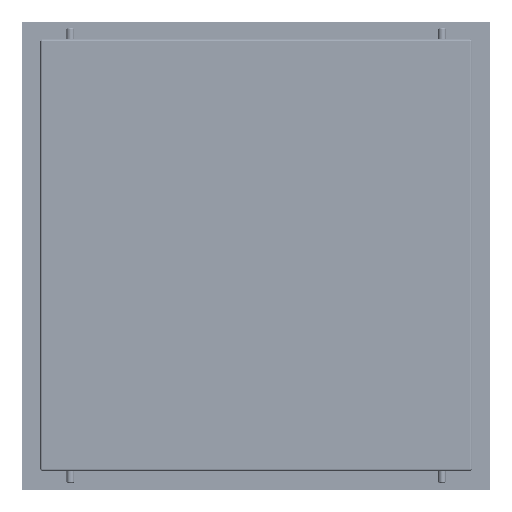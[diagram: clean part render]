
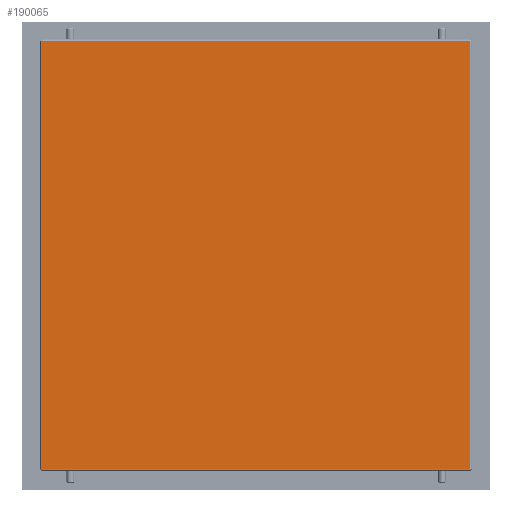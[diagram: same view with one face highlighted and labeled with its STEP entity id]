
A CAD part, front view. The second image highlights one B-rep face of the part: STEP entity #190065.
In plain terms, the highlighted planar face has unit normal (0, -1, 0).
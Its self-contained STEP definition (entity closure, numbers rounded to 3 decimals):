
#4020 = DIRECTION ( 'NONE',  ( 0., 1., 0. ) ) ;
#18684 = CARTESIAN_POINT ( 'NONE',  ( 518.147, 12.148, 521.665 ) ) ;
#20051 = FACE_OUTER_BOUND ( 'NONE', #103644, .T. ) ;
#22198 = EDGE_CURVE ( 'NONE', #22617, #229274, #202404, .T. ) ;
#22617 = VERTEX_POINT ( 'NONE', #217773 ) ;
#45530 = EDGE_CURVE ( 'NONE', #157720, #22617, #240269, .T. ) ;
#48171 = EDGE_CURVE ( 'NONE', #229274, #66725, #184629, .T. ) ;
#52103 = AXIS2_PLACEMENT_3D ( 'NONE', #169472, #4020, #76402 ) ;
#66725 = VERTEX_POINT ( 'NONE', #198452 ) ;
#72547 = DIRECTION ( 'NONE',  ( 0., 0., 1. ) ) ;
#76402 = DIRECTION ( 'NONE',  ( 0., 0., 1. ) ) ;
#80010 = DIRECTION ( 'NONE',  ( 1., 0., 0. ) ) ;
#85842 = ORIENTED_EDGE ( 'NONE', *, *, #45530, .T. ) ;
#86032 = CARTESIAN_POINT ( 'NONE',  ( 518.147, 12.148, 4.065 ) ) ;
#94061 = EDGE_CURVE ( 'NONE', #66725, #157720, #133931, .T. ) ;
#103644 = EDGE_LOOP ( 'NONE', ( #85842, #156932, #166025, #111429 ) ) ;
#111429 = ORIENTED_EDGE ( 'NONE', *, *, #94061, .T. ) ;
#114879 = CARTESIAN_POINT ( 'NONE',  ( 2.947, 12.148, 519.265 ) ) ;
#130746 = DIRECTION ( 'NONE',  ( 0., 0., -1. ) ) ;
#133931 = LINE ( 'NONE', #137573, #227627 ) ;
#137573 = CARTESIAN_POINT ( 'NONE',  ( 0.547, 12.148, 4.065 ) ) ;
#149055 = CARTESIAN_POINT ( 'NONE',  ( 2.947, 12.148, 521.665 ) ) ;
#151878 = VECTOR ( 'NONE', #130746, 1000. ) ;
#152330 = PLANE ( 'NONE',  #52103 ) ;
#156932 = ORIENTED_EDGE ( 'NONE', *, *, #22198, .T. ) ;
#157720 = VERTEX_POINT ( 'NONE', #86032 ) ;
#166025 = ORIENTED_EDGE ( 'NONE', *, *, #48171, .T. ) ;
#169472 = CARTESIAN_POINT ( 'NONE',  ( 0.547, 12.148, 521.665 ) ) ;
#178513 = VECTOR ( 'NONE', #72547, 1000. ) ;
#184629 = LINE ( 'NONE', #149055, #151878 ) ;
#188941 = CARTESIAN_POINT ( 'NONE',  ( 0.547, 12.148, 519.265 ) ) ;
#190065 = ADVANCED_FACE ( 'NONE', ( #20051 ), #152330, .F. ) ;
#198452 = CARTESIAN_POINT ( 'NONE',  ( 2.947, 12.148, 4.065 ) ) ;
#202404 = LINE ( 'NONE', #188941, #218583 ) ;
#204864 = DIRECTION ( 'NONE',  ( -1., 0., 0. ) ) ;
#217773 = CARTESIAN_POINT ( 'NONE',  ( 518.147, 12.148, 519.265 ) ) ;
#218583 = VECTOR ( 'NONE', #204864, 1000. ) ;
#227627 = VECTOR ( 'NONE', #80010, 1000. ) ;
#229274 = VERTEX_POINT ( 'NONE', #114879 ) ;
#240269 = LINE ( 'NONE', #18684, #178513 ) ;
